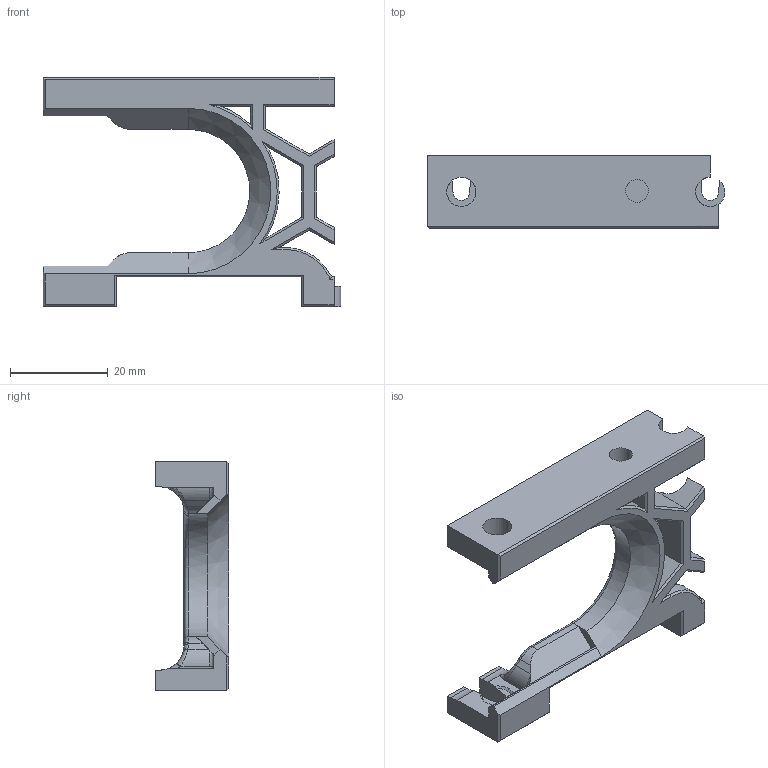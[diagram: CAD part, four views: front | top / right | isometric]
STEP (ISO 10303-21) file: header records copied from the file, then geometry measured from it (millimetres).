
FILE_DESCRIPTION (( 'STEP AP214' ), '1' );
FILE_NAME ('new_front_rear_skirt_two_piece_a.STEP', '2021-10-23T18:18:14', ( '' ), ( '' ), 'SwSTEP 2.0', 'SolidWorks 2021', '' );
FILE_SCHEMA (( 'AUTOMOTIVE_DESIGN' ));
Length unit declared in the file: millimetre
Products named in the file (1): new_front_rear_skirt_two_piece_a
Bounding box: 61 x 15 x 47 mm (x, y, z)
Volume: 10982.3 mm3; surface area: 6857.5 mm2
Topology: 1 solids, 1 shells, 159 faces, 421 edges, 263 vertices
Faces by surface type: plane 97, cylinder 31, bspline 13, cone 9, torus 9
Entity records: 5341 total; most frequent: CARTESIAN_POINT 1511, ORIENTED_EDGE 838, DIRECTION 737, EDGE_CURVE 419, VECTOR 269, LINE 269, VERTEX_POINT 263, AXIS2_PLACEMENT_3D 234
